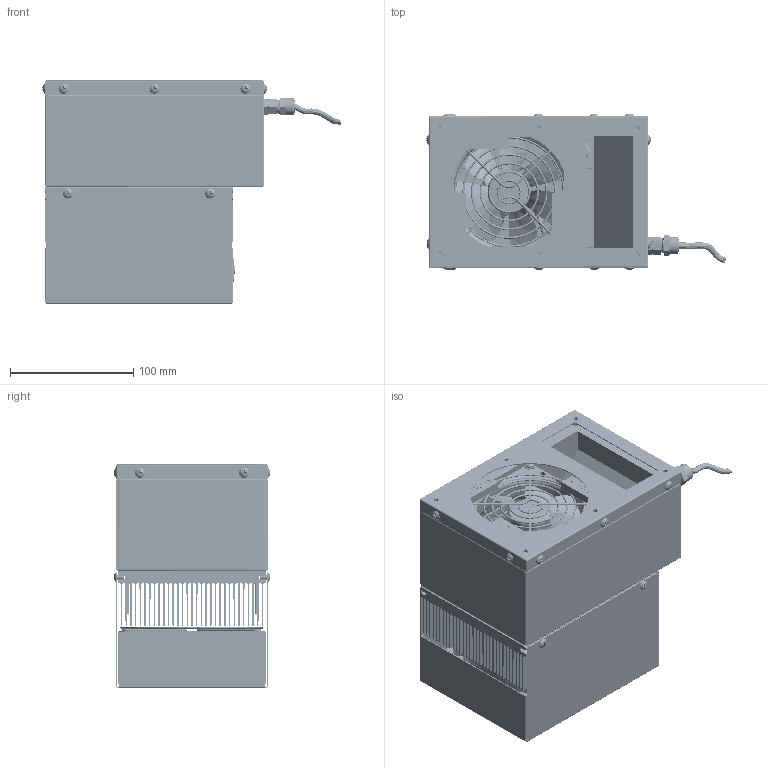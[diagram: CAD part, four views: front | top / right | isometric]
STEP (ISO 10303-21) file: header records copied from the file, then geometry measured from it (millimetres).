
FILE_DESCRIPTION (( 'STEP AP203' ), '1' );
FILE_NAME ('FHP-250.STEP', '2018-04-11T19:46:28', ( '' ), ( '' ), 'SwSTEP 2.0', 'SolidWorks 2018', '' );
FILE_SCHEMA (( 'CONFIG_CONTROL_DESIGN' ));
Length unit declared in the file: inch
Products named in the file (1): FHP-250
Bounding box: 242.65 x 126.88 x 180.87 mm (x, y, z)
Surface area: 1075658.6 mm2 (no closed solid volume)
Topology: 0 solids, 259 shells, 6815 faces, 17960 edges, 11729 vertices
Faces by surface type: plane 4206, cylinder 1412, cone 510, bspline 493, torus 136, sphere 58
Entity records: 243651 total; most frequent: CARTESIAN_POINT 78455, ORIENTED_EDGE 35205, DIRECTION 32129, EDGE_CURVE 17942, VERTEX_POINT 11729, VECTOR 11431, LINE 11431, AXIS2_PLACEMENT_3D 10349
